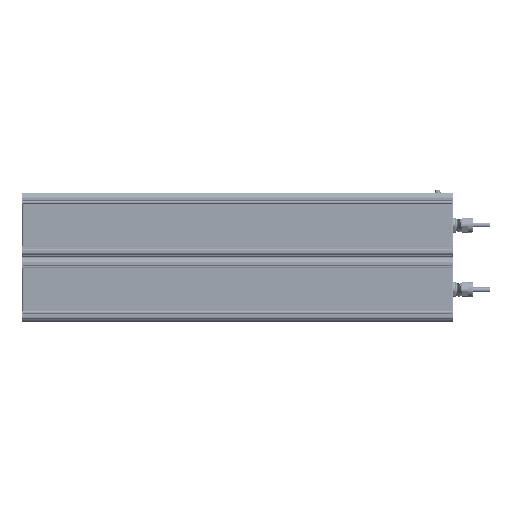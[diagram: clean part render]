
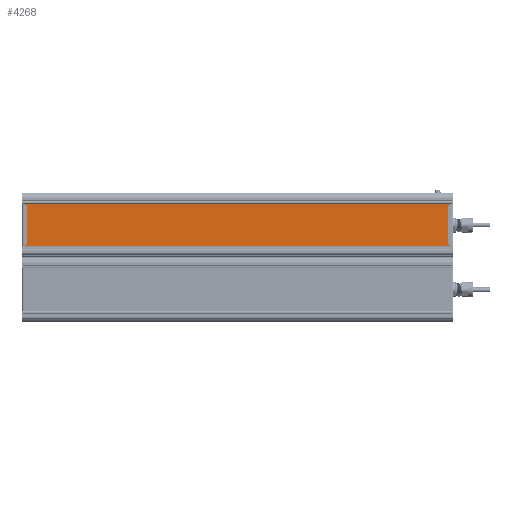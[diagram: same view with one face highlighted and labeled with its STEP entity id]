
A CAD part, front view. The second image highlights one B-rep face of the part: STEP entity #4268.
In plain terms, the highlighted face is planar.
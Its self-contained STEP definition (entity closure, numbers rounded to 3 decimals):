
#4268=ADVANCED_FACE('',(#10855),#10857,.T.);
#10855=FACE_BOUND('',#10856,.T.);
#10856=EDGE_LOOP('',(#34363,#34364,#34365,#34366));
#10857=PLANE('',#10858);
#10858=AXIS2_PLACEMENT_3D('',#10859,#10860,#10861);
#10859=CARTESIAN_POINT('',(120.465,593.492,117.308));
#10860=DIRECTION('',(0.,0.,-1.));
#10861=DIRECTION('',(0.,1.,0.));
#34363=ORIENTED_EDGE('',*,*,#38976,.T.);
#34364=ORIENTED_EDGE('',*,*,#38975,.T.);
#34365=ORIENTED_EDGE('',*,*,#38977,.F.);
#34366=ORIENTED_EDGE('',*,*,#38978,.F.);
#38975=EDGE_CURVE('',#42348,#42353,#42355,.T.);
#38976=EDGE_CURVE('',#42356,#42348,#42357,.T.);
#38977=EDGE_CURVE('',#42358,#42353,#42359,.T.);
#38978=EDGE_CURVE('',#42356,#42358,#42360,.T.);
#42348=VERTEX_POINT('',#52809);
#42353=VERTEX_POINT('',#52818);
#42355=LINE('',#52822,#52823);
#42356=VERTEX_POINT('',#52825);
#42357=LINE('',#52826,#52827);
#42358=VERTEX_POINT('',#52829);
#42359=LINE('',#52830,#52831);
#42360=LINE('',#52833,#52834);
#52809=CARTESIAN_POINT('',(120.465,679.838,117.308));
#52818=CARTESIAN_POINT('',(866.465,679.838,117.308));
#52822=CARTESIAN_POINT('',(120.465,679.838,117.308));
#52823=VECTOR('',#52824,1.);
#52824=DIRECTION('',(1.,0.,0.));
#52825=CARTESIAN_POINT('',(120.465,593.492,117.308));
#52826=CARTESIAN_POINT('',(120.465,593.492,117.308));
#52827=VECTOR('',#52828,1.);
#52828=DIRECTION('',(0.,1.,0.));
#52829=CARTESIAN_POINT('',(866.465,593.492,117.308));
#52830=CARTESIAN_POINT('',(866.465,593.492,117.308));
#52831=VECTOR('',#52832,1.);
#52832=DIRECTION('',(0.,1.,0.));
#52833=CARTESIAN_POINT('',(120.465,593.492,117.308));
#52834=VECTOR('',#52835,1.);
#52835=DIRECTION('',(1.,0.,0.));
